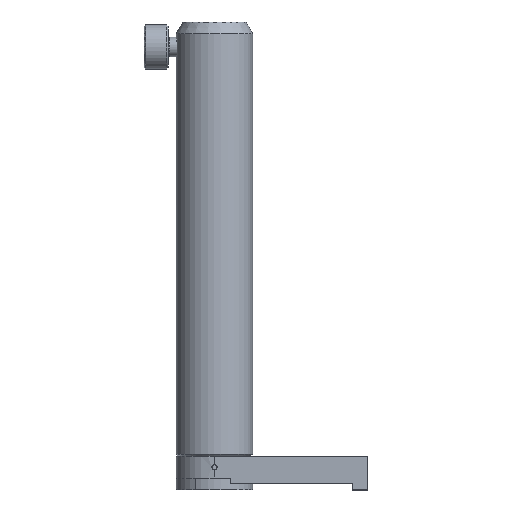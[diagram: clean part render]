
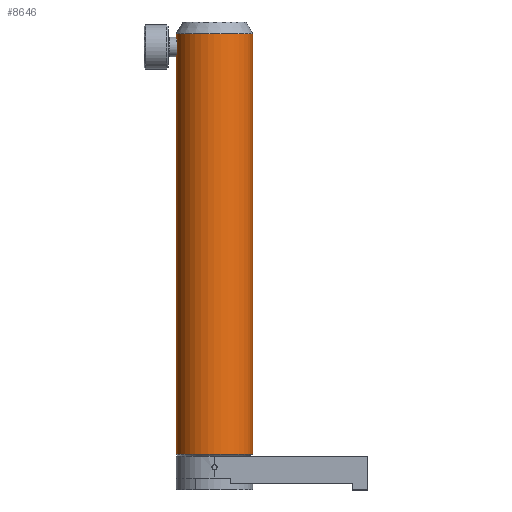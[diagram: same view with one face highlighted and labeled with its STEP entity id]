
A CAD part, top view. The second image highlights one B-rep face of the part: STEP entity #8646.
In plain terms, the highlighted cylindrical face has radius 12.497 mm (diameter 24.994 mm), a partial arc.
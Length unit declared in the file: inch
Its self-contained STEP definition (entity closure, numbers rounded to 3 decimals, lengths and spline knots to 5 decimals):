
#738 = CARTESIAN_POINT ( 'NONE',  ( -0.54477, 5.48542, 0. ) ) ;
#741 = CARTESIAN_POINT ( 'NONE',  ( -0.54477, 5.24858, 0. ) ) ;
#817 = CARTESIAN_POINT ( 'NONE',  ( -0.54477, 0.142, 0. ) ) ;
#818 = CARTESIAN_POINT ( 'NONE',  ( 0.43923, 0.142, 0. ) ) ;
#825 = CARTESIAN_POINT ( 'NONE',  ( 0.43923, 5.537, 0. ) ) ;
#826 = CARTESIAN_POINT ( 'NONE',  ( -0.54477, 5.537, 0. ) ) ;
#5360 = FACE_OUTER_BOUND ( 'NONE', #21828, .T. ) ;
#5371 = CYLINDRICAL_SURFACE ( 'NONE', #17493, 0.492 ) ;
#6358 = AXIS2_PLACEMENT_3D ( 'NONE', #20123, #20124, #20125 ) ;
#6359 = CIRCLE ( 'NONE', #6358, 0.492 ) ;
#7863 = VECTOR ( 'NONE', #20192, 39.37008 ) ;
#8646 = ADVANCED_FACE ( 'NONE', ( #5360 ), #5371, .T. ) ;
#8927 = B_SPLINE_CURVE_WITH_KNOTS ( 'NONE', 3,
 ( #20025, #20026, #20027, #20028, #20029, #20030, #20031, #20032, #20033, #20034, #20035, #20036, #20037, #20038, #20039, #20040, #20041, #20042, #20043, #20044, #20045, #20046, #20047, #20048, #20049, #20050, #20051, #20052 ),
 .UNSPECIFIED., .F., .F.,
 ( 4, 2, 2, 2, 2, 2, 2, 2, 2, 2, 2, 2, 2, 4 ),
 ( 0.49985, 0.56237, 0.59363, 0.62489, 0.68741, 0.71866, 0.74992, 0.81244, 0.82807, 0.8437, 0.87496, 0.93748, 0.96874, 1. ),
 .UNSPECIFIED. ) ;
#10977 = CARTESIAN_POINT ( 'NONE',  ( -0.05277, 5.687, 0. ) ) ;
#10978 = DIRECTION ( 'NONE',  ( 0., -1., 0. ) ) ;
#10979 = DIRECTION ( 'NONE',  ( 1., 0., 0. ) ) ;
#14725 = VECTOR ( 'NONE', #20190, 39.37008 ) ;
#15428 = EDGE_CURVE ( 'NONE', #21040, #21043, #8927, .T. ) ;
#15438 = EDGE_CURVE ( 'NONE', #21127, #21128, #15501, .T. ) ;
#15447 = EDGE_CURVE ( 'NONE', #21119, #21120, #6359, .T. ) ;
#15458 = EDGE_CURVE ( 'NONE', #21128, #21040, #16410, .T. ) ;
#15459 = EDGE_CURVE ( 'NONE', #21043, #21119, #16411, .T. ) ;
#15460 = EDGE_CURVE ( 'NONE', #21127, #21120, #16412, .T. ) ;
#15498 = AXIS2_PLACEMENT_3D ( 'NONE', #20100, #20101, #20102 ) ;
#15501 = CIRCLE ( 'NONE', #15498, 0.492 ) ;
#15573 = VECTOR ( 'NONE', #20194, 39.37008 ) ;
#16410 = LINE ( 'NONE', #20189, #14725 ) ;
#16411 = LINE ( 'NONE', #20191, #7863 ) ;
#16412 = LINE ( 'NONE', #20193, #15573 ) ;
#17438 = ORIENTED_EDGE ( 'NONE', *, *, #15460, .F. ) ;
#17439 = ORIENTED_EDGE ( 'NONE', *, *, #15459, .T. ) ;
#17440 = ORIENTED_EDGE ( 'NONE', *, *, #15458, .T. ) ;
#17441 = ORIENTED_EDGE ( 'NONE', *, *, #15447, .T. ) ;
#17466 = ORIENTED_EDGE ( 'NONE', *, *, #15438, .T. ) ;
#17470 = ORIENTED_EDGE ( 'NONE', *, *, #15428, .T. ) ;
#17493 = AXIS2_PLACEMENT_3D ( 'NONE', #10977, #10978, #10979 ) ;
#20025 = CARTESIAN_POINT ( 'NONE',  ( -0.54477, 5.48542, 0. ) ) ;
#20026 = CARTESIAN_POINT ( 'NONE',  ( -0.54477, 5.48543, 0.0164 ) ) ;
#20027 = CARTESIAN_POINT ( 'NONE',  ( -0.54395, 5.48239, 0.03234 ) ) ;
#20028 = CARTESIAN_POINT ( 'NONE',  ( -0.54168, 5.47324, 0.05557 ) ) ;
#20029 = CARTESIAN_POINT ( 'NONE',  ( -0.5408, 5.46961, 0.06274 ) ) ;
#20030 = CARTESIAN_POINT ( 'NONE',  ( -0.53888, 5.4611, 0.0762 ) ) ;
#20031 = CARTESIAN_POINT ( 'NONE',  ( -0.53784, 5.45623, 0.08245 ) ) ;
#20032 = CARTESIAN_POINT ( 'NONE',  ( -0.53469, 5.43978, 0.09977 ) ) ;
#20033 = CARTESIAN_POINT ( 'NONE',  ( -0.53265, 5.42697, 0.10873 ) ) ;
#20034 = CARTESIAN_POINT ( 'NONE',  ( -0.53034, 5.40507, 0.11831 ) ) ;
#20035 = CARTESIAN_POINT ( 'NONE',  ( -0.52972, 5.39754, 0.12076 ) ) ;
#20036 = CARTESIAN_POINT ( 'NONE',  ( -0.52889, 5.38241, 0.12397 ) ) ;
#20037 = CARTESIAN_POINT ( 'NONE',  ( -0.52868, 5.37474, 0.12478 ) ) ;
#20038 = CARTESIAN_POINT ( 'NONE',  ( -0.52868, 5.35144, 0.1248 ) ) ;
#20039 = CARTESIAN_POINT ( 'NONE',  ( -0.52955, 5.33635, 0.12159 ) ) ;
#20040 = CARTESIAN_POINT ( 'NONE',  ( -0.5315, 5.31789, 0.1135 ) ) ;
#20041 = CARTESIAN_POINT ( 'NONE',  ( -0.53191, 5.3144, 0.11177 ) ) ;
#20042 = CARTESIAN_POINT ( 'NONE',  ( -0.53279, 5.30756, 0.10793 ) ) ;
#20043 = CARTESIAN_POINT ( 'NONE',  ( -0.53325, 5.30426, 0.10585 ) ) ;
#20044 = CARTESIAN_POINT ( 'NONE',  ( -0.5347, 5.29467, 0.09913 ) ) ;
#20045 = CARTESIAN_POINT ( 'NONE',  ( -0.53574, 5.28873, 0.094 ) ) ;
#20046 = CARTESIAN_POINT ( 'NONE',  ( -0.53891, 5.27225, 0.07662 ) ) ;
#20047 = CARTESIAN_POINT ( 'NONE',  ( -0.54094, 5.26378, 0.06321 ) ) ;
#20048 = CARTESIAN_POINT ( 'NONE',  ( -0.54319, 5.25468, 0.04012 ) ) ;
#20049 = CARTESIAN_POINT ( 'NONE',  ( -0.54378, 5.25238, 0.03222 ) ) ;
#20050 = CARTESIAN_POINT ( 'NONE',  ( -0.54456, 5.24933, 0.01627 ) ) ;
#20051 = CARTESIAN_POINT ( 'NONE',  ( -0.54477, 5.24857, 0.00819 ) ) ;
#20052 = CARTESIAN_POINT ( 'NONE',  ( -0.54477, 5.24858, 0. ) ) ;
#20100 = CARTESIAN_POINT ( 'NONE',  ( -0.05277, 5.537, 0. ) ) ;
#20101 = DIRECTION ( 'NONE',  ( 0., -1., 0. ) ) ;
#20102 = DIRECTION ( 'NONE',  ( -1., 0., 0. ) ) ;
#20123 = CARTESIAN_POINT ( 'NONE',  ( -0.05277, 0.142, 0. ) ) ;
#20124 = DIRECTION ( 'NONE',  ( 0., 1., 0. ) ) ;
#20125 = DIRECTION ( 'NONE',  ( -1., 0., 0. ) ) ;
#20189 = CARTESIAN_POINT ( 'NONE',  ( -0.54477, 5.687, 0. ) ) ;
#20190 = DIRECTION ( 'NONE',  ( 0., -1., 0. ) ) ;
#20191 = CARTESIAN_POINT ( 'NONE',  ( -0.54477, 5.687, 0. ) ) ;
#20192 = DIRECTION ( 'NONE',  ( 0., -1., 0. ) ) ;
#20193 = CARTESIAN_POINT ( 'NONE',  ( 0.43923, 5.687, 0. ) ) ;
#20194 = DIRECTION ( 'NONE',  ( 0., -1., 0. ) ) ;
#21040 = VERTEX_POINT ( 'NONE', #738 ) ;
#21043 = VERTEX_POINT ( 'NONE', #741 ) ;
#21119 = VERTEX_POINT ( 'NONE', #817 ) ;
#21120 = VERTEX_POINT ( 'NONE', #818 ) ;
#21127 = VERTEX_POINT ( 'NONE', #825 ) ;
#21128 = VERTEX_POINT ( 'NONE', #826 ) ;
#21828 = EDGE_LOOP ( 'NONE', ( #17466, #17440, #17470, #17439, #17441, #17438 ) ) ;
